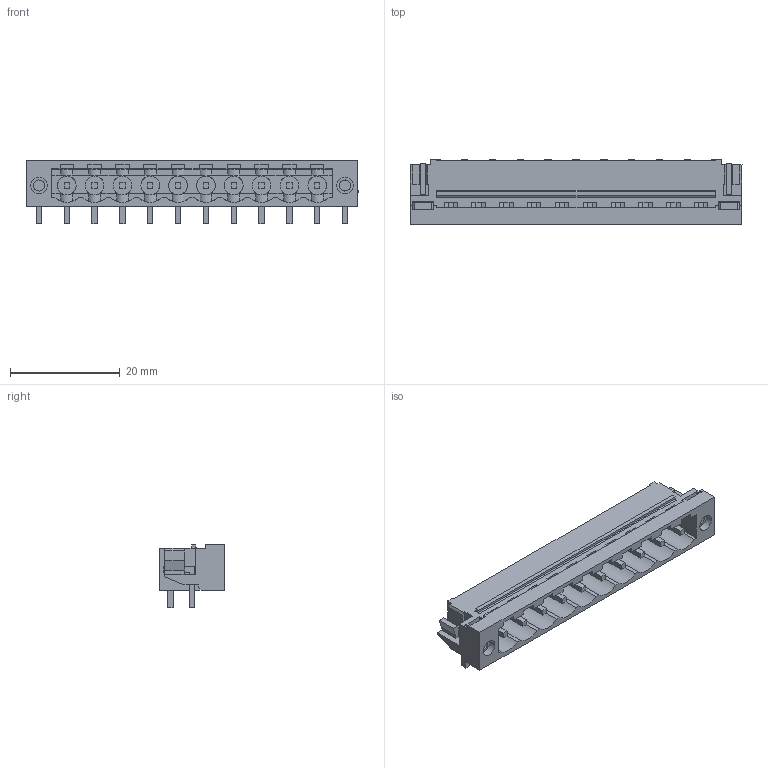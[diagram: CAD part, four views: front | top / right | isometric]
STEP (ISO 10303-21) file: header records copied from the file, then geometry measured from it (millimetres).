
FILE_DESCRIPTION(('CATIA V5R22 STEP214','CAx-IF Rec.Pracs.--- Model Styling and Organization---1.4--- 2014-01-23'),'2;1');
FILE_NAME ('D1456061_1_1780490000_1780490000.stp','2023-05-11T06:54:15+00:00',('none'),('Weidmueller'),'CATIA Version 5-6 Release 2016 SP3 HF44','CATIA V5 STEP AP214','none');
FILE_SCHEMA(('AUTOMOTIVE_DESIGN { 1 0 10303 214 1 1 1 1 }'));
Length unit declared in the file: millimetre
Products named in the file (1): 1780490000
Bounding box: 60.6 x 12 x 11.63 mm (x, y, z)
Volume: 2454.1 mm3; surface area: 5480.7 mm2
Topology: 15 solids, 15 shells, 712 faces, 2134 edges, 1406 vertices
Faces by surface type: plane 565, cylinder 117, extrusion 22, cone 8
Entity records: 22886 total; most frequent: CARTESIAN_POINT 5293, ORIENTED_EDGE 4268, DIRECTION 2656, EDGE_CURVE 2134, VECTOR 1626, LINE 1604, VERTEX_POINT 1406, EDGE_LOOP 758
